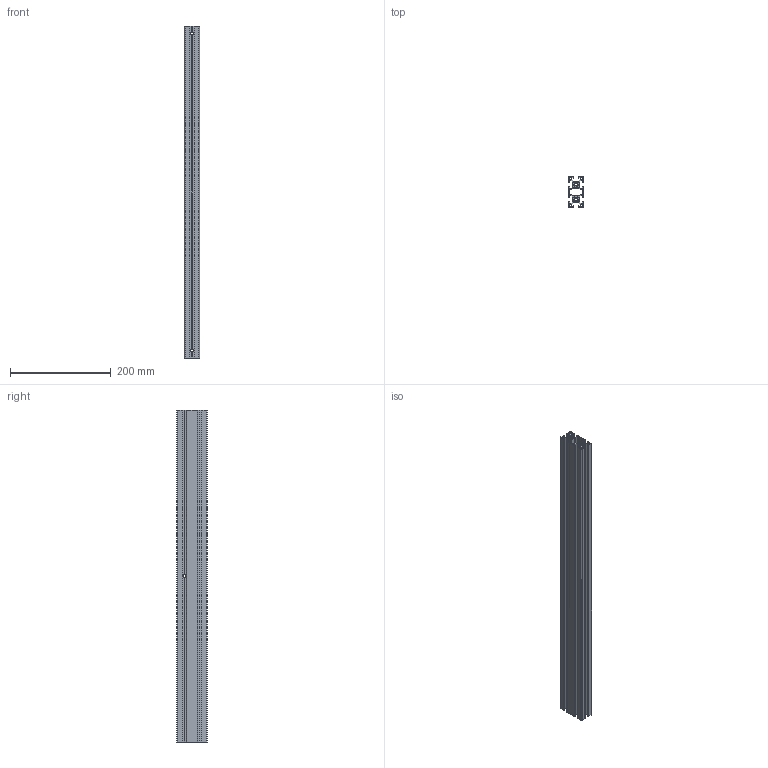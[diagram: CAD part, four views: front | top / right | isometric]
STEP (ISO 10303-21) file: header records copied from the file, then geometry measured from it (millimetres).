
FILE_DESCRIPTION (( 'STEP AP214' ), '1' );
FILE_NAME ('30x60 - 660 Centre.step', '2019-11-11T12:23:33', ( '' ), ( '' ), 'SwSTEP 2.0', 'SolidWorks 2019', '' );
FILE_SCHEMA (( 'AUTOMOTIVE_DESIGN' ));
Length unit declared in the file: millimetre
Products named in the file (1): 30x60 - 660 Centre
Bounding box: 30 x 60 x 660 mm (x, y, z)
Volume: 362759 mm3; surface area: 371411.9 mm2
Topology: 1 solids, 1 shells, 344 faces, 1074 edges, 716 vertices
Faces by surface type: cylinder 180, plane 164
Entity records: 12248 total; most frequent: CARTESIAN_POINT 2551, ORIENTED_EDGE 2148, DIRECTION 1980, EDGE_CURVE 1074, VERTEX_POINT 716, AXIS2_PLACEMENT_3D 661, VECTOR 658, LINE 658
